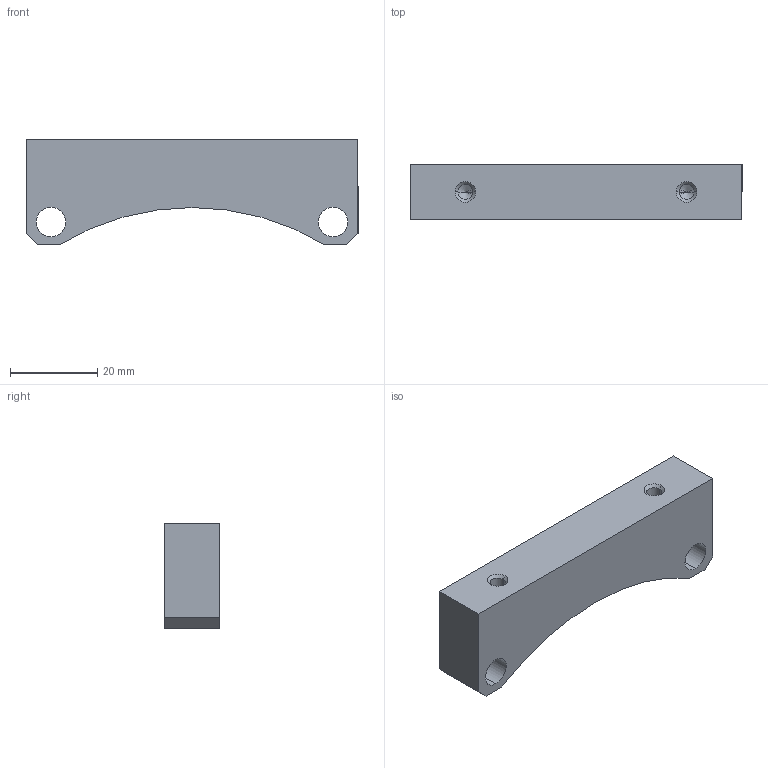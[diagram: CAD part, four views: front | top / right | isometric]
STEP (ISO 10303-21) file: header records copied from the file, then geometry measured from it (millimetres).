
FILE_DESCRIPTION (( 'STEP AP203' ), '1' );
FILE_NAME ('D0902204-v1_aLIGO_SUS_HSTS_Face EQ Stop Bracket, Intermediate Mass.STEP', '2010-06-11T14:28:04', ( 'Dwayne Giardina' ), ( 'CA Institute of Technology' ), 'SwSTEP 2.0', 'SolidWorks 2009', '' );
FILE_SCHEMA (( 'CONFIG_CONTROL_DESIGN' ));
Length unit declared in the file: inch
Products named in the file (1): D0902204-v1_aLIGO_SUS_HSTS_Face EQ Stop Bracket, Intermediate Mass
Bounding box: 76.2 x 12.7 x 24.31 mm (x, y, z)
Volume: 17785.2 mm3; surface area: 6224.1 mm2
Topology: 1 solids, 1 shells, 30 faces, 76 edges, 46 vertices
Faces by surface type: cylinder 13, plane 9, cone 8
Entity records: 997 total; most frequent: CARTESIAN_POINT 185, DIRECTION 156, ORIENTED_EDGE 144, EDGE_CURVE 72, AXIS2_PLACEMENT_3D 57, VERTEX_POINT 46, VECTOR 42, LINE 42
